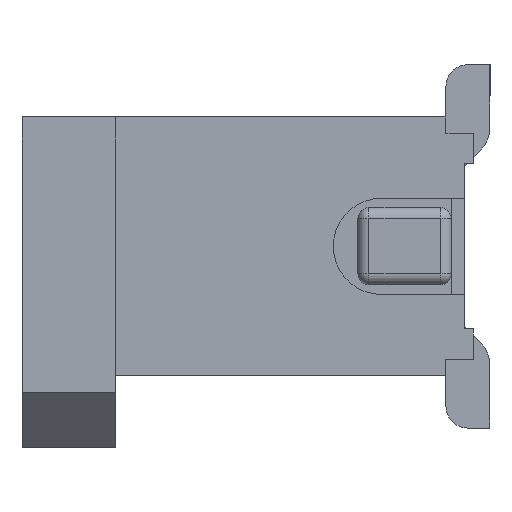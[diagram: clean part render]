
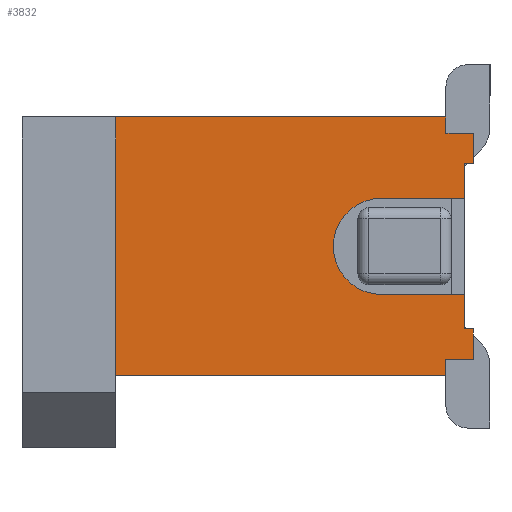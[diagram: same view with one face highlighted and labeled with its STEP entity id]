
A CAD part, left-side view. The second image highlights one B-rep face of the part: STEP entity #3832.
In plain terms, the highlighted planar face has unit normal (-1, 0, 0).
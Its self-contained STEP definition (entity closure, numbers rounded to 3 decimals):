
#23 = LINE ( 'NONE', #2579, #557 ) ;
#71 = CARTESIAN_POINT ( 'NONE',  ( -8.725, 0.4, 1.025 ) ) ;
#73 = VERTEX_POINT ( 'NONE', #1975 ) ;
#74 = VERTEX_POINT ( 'NONE', #670 ) ;
#137 = DIRECTION ( 'NONE',  ( 0., 0., -1. ) ) ;
#142 = VERTEX_POINT ( 'NONE', #1865 ) ;
#154 = DIRECTION ( 'NONE',  ( 0., 0., 1. ) ) ;
#179 = CARTESIAN_POINT ( 'NONE',  ( -8.725, 0.235, -0.75 ) ) ;
#209 = CARTESIAN_POINT ( 'NONE',  ( -8.725, 0.4, 1.175 ) ) ;
#263 = CARTESIAN_POINT ( 'NONE',  ( -8.725, 0.985, 0. ) ) ;
#280 = ORIENTED_EDGE ( 'NONE', *, *, #4659, .F. ) ;
#386 = DIRECTION ( 'NONE',  ( 0., 0., 1. ) ) ;
#407 = CIRCLE ( 'NONE', #4843, 0.438 ) ;
#448 = EDGE_CURVE ( 'NONE', #4122, #3010, #23, .T. ) ;
#550 = CARTESIAN_POINT ( 'NONE',  ( -8.725, 24.408, 1.175 ) ) ;
#557 = VECTOR ( 'NONE', #4761, 1000. ) ;
#621 = VERTEX_POINT ( 'NONE', #1238 ) ;
#625 = VECTOR ( 'NONE', #707, 1000. ) ;
#650 = DIRECTION ( 'NONE',  ( 0., 0., 1. ) ) ;
#670 = CARTESIAN_POINT ( 'NONE',  ( -8.725, 0.4, -1.025 ) ) ;
#694 = ORIENTED_EDGE ( 'NONE', *, *, #4491, .T. ) ;
#707 = DIRECTION ( 'NONE',  ( 0., 0., 1. ) ) ;
#774 = DIRECTION ( 'NONE',  ( 0., -1., 0. ) ) ;
#785 = CARTESIAN_POINT ( 'NONE',  ( -8.725, 0.985, 0.438 ) ) ;
#809 = CARTESIAN_POINT ( 'NONE',  ( -8.725, 0.15, 1.175 ) ) ;
#847 = DIRECTION ( 'NONE',  ( 0., 0., 1. ) ) ;
#887 = VECTOR ( 'NONE', #4498, 1000. ) ;
#1013 = PLANE ( 'NONE',  #1961 ) ;
#1056 = CARTESIAN_POINT ( 'NONE',  ( -8.725, 0.235, -0.438 ) ) ;
#1100 = EDGE_CURVE ( 'NONE', #3991, #3177, #1602, .T. ) ;
#1138 = VECTOR ( 'NONE', #1477, 1000. ) ;
#1188 = DIRECTION ( 'NONE',  ( 0., -1., 0. ) ) ;
#1198 = LINE ( 'NONE', #4662, #4575 ) ;
#1210 = VECTOR ( 'NONE', #1263, 1000. ) ;
#1238 = CARTESIAN_POINT ( 'NONE',  ( -8.725, 0.4, -1.175 ) ) ;
#1263 = DIRECTION ( 'NONE',  ( 0., 0., 1. ) ) ;
#1330 = EDGE_CURVE ( 'NONE', #2951, #3991, #5175, .T. ) ;
#1347 = LINE ( 'NONE', #550, #5307 ) ;
#1413 = FACE_OUTER_BOUND ( 'NONE', #1716, .T. ) ;
#1430 = CARTESIAN_POINT ( 'NONE',  ( -8.725, 0.235, 0.75 ) ) ;
#1477 = DIRECTION ( 'NONE',  ( 0., 0., 1. ) ) ;
#1485 = CARTESIAN_POINT ( 'NONE',  ( -8.725, -0.515, 0.438 ) ) ;
#1542 = CARTESIAN_POINT ( 'NONE',  ( -8.725, 0.235, 0.438 ) ) ;
#1555 = VERTEX_POINT ( 'NONE', #1542 ) ;
#1562 = LINE ( 'NONE', #179, #1138 ) ;
#1602 = LINE ( 'NONE', #809, #3552 ) ;
#1716 = EDGE_LOOP ( 'NONE', ( #280, #3877, #1983, #5073, #3444, #4560, #5104, #5334, #5449, #2395, #2885, #4918, #3795, #3860, #694, #1994 ) ) ;
#1769 = CARTESIAN_POINT ( 'NONE',  ( -8.725, 0.15, -1.025 ) ) ;
#1800 = CARTESIAN_POINT ( 'NONE',  ( -8.725, 24.408, 1.175 ) ) ;
#1865 = CARTESIAN_POINT ( 'NONE',  ( -8.725, 0.4, 1.175 ) ) ;
#1906 = LINE ( 'NONE', #1485, #2594 ) ;
#1961 = AXIS2_PLACEMENT_3D ( 'NONE', #1800, #2719, #137 ) ;
#1975 = CARTESIAN_POINT ( 'NONE',  ( -8.725, 3.4, -1.175 ) ) ;
#1976 = CARTESIAN_POINT ( 'NONE',  ( -8.725, 3.4, 1.175 ) ) ;
#1982 = VERTEX_POINT ( 'NONE', #5229 ) ;
#1983 = ORIENTED_EDGE ( 'NONE', *, *, #3080, .T. ) ;
#1994 = ORIENTED_EDGE ( 'NONE', *, *, #5330, .F. ) ;
#2065 = VECTOR ( 'NONE', #5094, 1000. ) ;
#2308 = LINE ( 'NONE', #209, #2852 ) ;
#2315 = EDGE_CURVE ( 'NONE', #73, #4238, #4136, .T. ) ;
#2337 = CARTESIAN_POINT ( 'NONE',  ( -8.725, 0.235, -0.75 ) ) ;
#2395 = ORIENTED_EDGE ( 'NONE', *, *, #4929, .T. ) ;
#2413 = VERTEX_POINT ( 'NONE', #785 ) ;
#2517 = EDGE_CURVE ( 'NONE', #3177, #2945, #4899, .T. ) ;
#2566 = LINE ( 'NONE', #4265, #5137 ) ;
#2579 = CARTESIAN_POINT ( 'NONE',  ( -8.725, 0.235, -0.75 ) ) ;
#2584 = CARTESIAN_POINT ( 'NONE',  ( -8.725, 0.235, 0.75 ) ) ;
#2594 = VECTOR ( 'NONE', #3645, 1000. ) ;
#2638 = EDGE_CURVE ( 'NONE', #1555, #2413, #1906, .T. ) ;
#2691 = CARTESIAN_POINT ( 'NONE',  ( -8.725, 0.15, 1.025 ) ) ;
#2719 = DIRECTION ( 'NONE',  ( 1., 0., 0. ) ) ;
#2767 = CARTESIAN_POINT ( 'NONE',  ( -8.725, 0.985, -0.438 ) ) ;
#2852 = VECTOR ( 'NONE', #154, 1000. ) ;
#2885 = ORIENTED_EDGE ( 'NONE', *, *, #3650, .T. ) ;
#2928 = EDGE_CURVE ( 'NONE', #4238, #142, #1347, .T. ) ;
#2945 = VERTEX_POINT ( 'NONE', #71 ) ;
#2951 = VERTEX_POINT ( 'NONE', #1430 ) ;
#2967 = VERTEX_POINT ( 'NONE', #1056 ) ;
#3001 = EDGE_CURVE ( 'NONE', #2945, #142, #2308, .T. ) ;
#3010 = VERTEX_POINT ( 'NONE', #2337 ) ;
#3080 = EDGE_CURVE ( 'NONE', #1555, #2951, #1562, .T. ) ;
#3177 = VERTEX_POINT ( 'NONE', #3728 ) ;
#3182 = EDGE_CURVE ( 'NONE', #4133, #4122, #2566, .T. ) ;
#3197 = EDGE_CURVE ( 'NONE', #74, #4133, #1198, .T. ) ;
#3361 = LINE ( 'NONE', #4262, #2065 ) ;
#3423 = LINE ( 'NONE', #5163, #1210 ) ;
#3444 = ORIENTED_EDGE ( 'NONE', *, *, #1100, .T. ) ;
#3496 = VECTOR ( 'NONE', #1188, 1000. ) ;
#3552 = VECTOR ( 'NONE', #386, 1000. ) ;
#3645 = DIRECTION ( 'NONE',  ( 0., 1., 0. ) ) ;
#3650 = EDGE_CURVE ( 'NONE', #621, #74, #4737, .T. ) ;
#3728 = CARTESIAN_POINT ( 'NONE',  ( -8.725, 0.15, 1.025 ) ) ;
#3795 = ORIENTED_EDGE ( 'NONE', *, *, #3182, .T. ) ;
#3832 = ADVANCED_FACE ( 'NONE', ( #1413 ), #1013, .F. ) ;
#3860 = ORIENTED_EDGE ( 'NONE', *, *, #448, .T. ) ;
#3867 = DIRECTION ( 'NONE',  ( 0., 0., 1. ) ) ;
#3877 = ORIENTED_EDGE ( 'NONE', *, *, #2638, .F. ) ;
#3897 = DIRECTION ( 'NONE',  ( 0., -1., 0. ) ) ;
#3898 = CARTESIAN_POINT ( 'NONE',  ( -8.725, 0.15, 0.75 ) ) ;
#3991 = VERTEX_POINT ( 'NONE', #3898 ) ;
#4122 = VERTEX_POINT ( 'NONE', #4867 ) ;
#4133 = VERTEX_POINT ( 'NONE', #1769 ) ;
#4136 = LINE ( 'NONE', #1976, #625 ) ;
#4238 = VERTEX_POINT ( 'NONE', #4361 ) ;
#4257 = VECTOR ( 'NONE', #4367, 1000. ) ;
#4262 = CARTESIAN_POINT ( 'NONE',  ( -8.725, 24.408, -1.175 ) ) ;
#4265 = CARTESIAN_POINT ( 'NONE',  ( -8.725, 0.15, 1.175 ) ) ;
#4361 = CARTESIAN_POINT ( 'NONE',  ( -8.725, 3.4, 1.175 ) ) ;
#4367 = DIRECTION ( 'NONE',  ( 0., 1., 0. ) ) ;
#4491 = EDGE_CURVE ( 'NONE', #3010, #2967, #3423, .T. ) ;
#4498 = DIRECTION ( 'NONE',  ( 0., -1., 0. ) ) ;
#4545 = DIRECTION ( 'NONE',  ( -1., 0., 0. ) ) ;
#4560 = ORIENTED_EDGE ( 'NONE', *, *, #2517, .T. ) ;
#4575 = VECTOR ( 'NONE', #774, 1000. ) ;
#4659 = EDGE_CURVE ( 'NONE', #2413, #1982, #407, .T. ) ;
#4662 = CARTESIAN_POINT ( 'NONE',  ( -8.725, 0.15, -1.025 ) ) ;
#4685 = VECTOR ( 'NONE', #847, 1000. ) ;
#4737 = LINE ( 'NONE', #4797, #4685 ) ;
#4761 = DIRECTION ( 'NONE',  ( 0., 1., 0. ) ) ;
#4797 = CARTESIAN_POINT ( 'NONE',  ( -8.725, 0.4, -1.175 ) ) ;
#4843 = AXIS2_PLACEMENT_3D ( 'NONE', #263, #4545, #650 ) ;
#4867 = CARTESIAN_POINT ( 'NONE',  ( -8.725, 0.15, -0.75 ) ) ;
#4899 = LINE ( 'NONE', #2691, #4257 ) ;
#4918 = ORIENTED_EDGE ( 'NONE', *, *, #3197, .T. ) ;
#4929 = EDGE_CURVE ( 'NONE', #73, #621, #3361, .T. ) ;
#5073 = ORIENTED_EDGE ( 'NONE', *, *, #1330, .T. ) ;
#5094 = DIRECTION ( 'NONE',  ( 0., -1., 0. ) ) ;
#5104 = ORIENTED_EDGE ( 'NONE', *, *, #3001, .T. ) ;
#5137 = VECTOR ( 'NONE', #3867, 1000. ) ;
#5163 = CARTESIAN_POINT ( 'NONE',  ( -8.725, 0.235, -0.75 ) ) ;
#5175 = LINE ( 'NONE', #2584, #3496 ) ;
#5229 = CARTESIAN_POINT ( 'NONE',  ( -8.725, 0.985, -0.438 ) ) ;
#5307 = VECTOR ( 'NONE', #3897, 1000. ) ;
#5330 = EDGE_CURVE ( 'NONE', #1982, #2967, #5331, .T. ) ;
#5331 = LINE ( 'NONE', #2767, #887 ) ;
#5334 = ORIENTED_EDGE ( 'NONE', *, *, #2928, .F. ) ;
#5449 = ORIENTED_EDGE ( 'NONE', *, *, #2315, .F. ) ;
